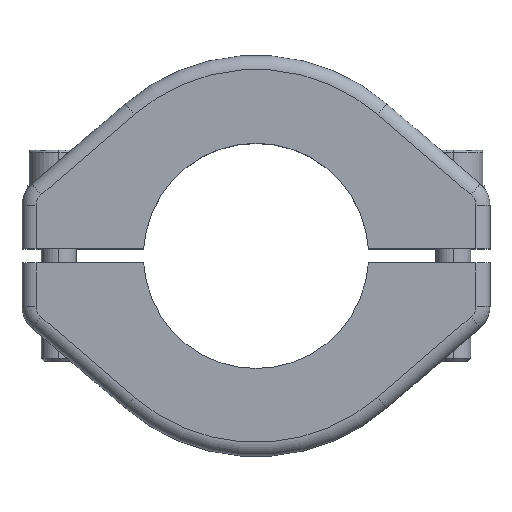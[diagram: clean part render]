
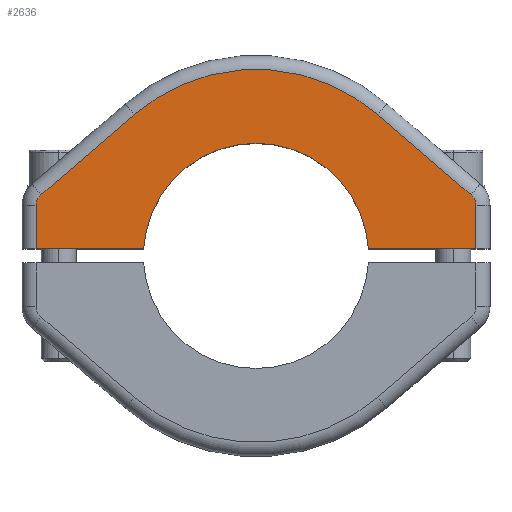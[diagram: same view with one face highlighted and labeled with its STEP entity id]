
A CAD part, top view. The second image highlights one B-rep face of the part: STEP entity #2636.
In plain terms, the highlighted planar face has unit normal (0, 0, 1).
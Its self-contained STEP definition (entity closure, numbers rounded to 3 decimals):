
#217 = ORIENTED_EDGE ( 'NONE', *, *, #1176, .T. ) ;
#218 = ORIENTED_EDGE ( 'NONE', *, *, #1232, .T. ) ;
#219 = ORIENTED_EDGE ( 'NONE', *, *, #1258, .T. ) ;
#220 = ORIENTED_EDGE ( 'NONE', *, *, #1241, .T. ) ;
#221 = ORIENTED_EDGE ( 'NONE', *, *, #1254, .T. ) ;
#222 = ORIENTED_EDGE ( 'NONE', *, *, #1228, .T. ) ;
#223 = ORIENTED_EDGE ( 'NONE', *, *, #1220, .T. ) ;
#224 = ORIENTED_EDGE ( 'NONE', *, *, #1223, .T. ) ;
#225 = ORIENTED_EDGE ( 'NONE', *, *, #1209, .T. ) ;
#226 = ORIENTED_EDGE ( 'NONE', *, *, #1240, .F. ) ;
#381 = VERTEX_POINT ( 'NONE', #628 ) ;
#386 = VERTEX_POINT ( 'NONE', #633 ) ;
#387 = VERTEX_POINT ( 'NONE', #634 ) ;
#391 = VERTEX_POINT ( 'NONE', #638 ) ;
#398 = VERTEX_POINT ( 'NONE', #645 ) ;
#401 = VERTEX_POINT ( 'NONE', #648 ) ;
#409 = VERTEX_POINT ( 'NONE', #656 ) ;
#592 = EDGE_LOOP ( 'NONE', ( #217, #218, #219, #220, #221, #222, #223, #224, #225, #226 ) ) ;
#628 = CARTESIAN_POINT ( 'NONE',  ( 31.25, 7.164, 9. ) ) ;
#633 = CARTESIAN_POINT ( 'NONE',  ( 17.275, 20.095, 9. ) ) ;
#634 = CARTESIAN_POINT ( 'NONE',  ( 30.554, 8.68, 9. ) ) ;
#638 = CARTESIAN_POINT ( 'NONE',  ( -17.275, 20.095, 9. ) ) ;
#645 = CARTESIAN_POINT ( 'NONE',  ( -31.25, 7.164, 9. ) ) ;
#648 = CARTESIAN_POINT ( 'NONE',  ( -31.25, 1., 9. ) ) ;
#656 = CARTESIAN_POINT ( 'NONE',  ( -30.554, 8.68, 9. ) ) ;
#776 = CARTESIAN_POINT ( 'NONE',  ( 33.25, 1., 9. ) ) ;
#778 = LINE ( 'NONE', #776, #1999 ) ;
#782 = DIRECTION ( 'NONE',  ( 1., 0., 0. ) ) ;
#879 = CARTESIAN_POINT ( 'NONE',  ( 33.25, 1., 9. ) ) ;
#880 = LINE ( 'NONE', #879, #1949 ) ;
#896 = DIRECTION ( 'NONE',  ( 1., 0., 0. ) ) ;
#925 = CARTESIAN_POINT ( 'NONE',  ( -31.25, 1., 9. ) ) ;
#929 = CARTESIAN_POINT ( 'NONE',  ( -29.25, 7.164, 9. ) ) ;
#930 = DIRECTION ( 'NONE',  ( 0., 0., 1. ) ) ;
#931 = DIRECTION ( 'NONE',  ( 1., 0., 0. ) ) ;
#936 = LINE ( 'NONE', #925, #1983 ) ;
#940 = DIRECTION ( 'NONE',  ( 0., -1., 0. ) ) ;
#952 = LINE ( 'NONE', #953, #2014 ) ;
#953 = CARTESIAN_POINT ( 'NONE',  ( -30.554, 8.68, 9. ) ) ;
#954 = DIRECTION ( 'NONE',  ( -0.758, -0.652, 0. ) ) ;
#960 = LINE ( 'NONE', #965, #2016 ) ;
#965 = CARTESIAN_POINT ( 'NONE',  ( 31.25, 7.164, 9. ) ) ;
#966 = DIRECTION ( 'NONE',  ( 0., 1., 0. ) ) ;
#985 = CARTESIAN_POINT ( 'NONE',  ( 17.275, 20.095, 9. ) ) ;
#986 = LINE ( 'NONE', #985, #2063 ) ;
#991 = CARTESIAN_POINT ( 'NONE',  ( 0., 0., 9. ) ) ;
#992 = DIRECTION ( 'NONE',  ( 0., 0., 1. ) ) ;
#993 = DIRECTION ( 'NONE',  ( 1., 0., 0. ) ) ;
#994 = DIRECTION ( 'NONE',  ( -0.758, 0.652, 0. ) ) ;
#1030 = CARTESIAN_POINT ( 'NONE',  ( 0., 0., 9. ) ) ;
#1031 = DIRECTION ( 'NONE',  ( 0., 0., 1. ) ) ;
#1032 = DIRECTION ( 'NONE',  ( 1., 0., 0. ) ) ;
#1044 = CARTESIAN_POINT ( 'NONE',  ( 29.25, 7.164, 9. ) ) ;
#1045 = DIRECTION ( 'NONE',  ( 0., 0., 1. ) ) ;
#1046 = DIRECTION ( 'NONE',  ( 1., 0., 0. ) ) ;
#1176 = EDGE_CURVE ( 'NONE', #2221, #2230, #778, .T. ) ;
#1209 = EDGE_CURVE ( 'NONE', #401, #2222, #880, .T. ) ;
#1220 = EDGE_CURVE ( 'NONE', #409, #398, #1989, .T. ) ;
#1223 = EDGE_CURVE ( 'NONE', #398, #401, #936, .T. ) ;
#1228 = EDGE_CURVE ( 'NONE', #391, #409, #952, .T. ) ;
#1232 = EDGE_CURVE ( 'NONE', #2230, #381, #960, .T. ) ;
#1240 = EDGE_CURVE ( 'NONE', #2221, #2222, #2037, .T. ) ;
#1241 = EDGE_CURVE ( 'NONE', #387, #386, #986, .T. ) ;
#1254 = EDGE_CURVE ( 'NONE', #386, #391, #1963, .T. ) ;
#1258 = EDGE_CURVE ( 'NONE', #381, #387, #2081, .T. ) ;
#1909 = AXIS2_PLACEMENT_3D ( 'NONE', #991, #992, #993 ) ;
#1949 = VECTOR ( 'NONE', #896, 1000. ) ;
#1954 = AXIS2_PLACEMENT_3D ( 'NONE', #1044, #1045, #1046 ) ;
#1963 = CIRCLE ( 'NONE', #2087, 26.5 ) ;
#1983 = VECTOR ( 'NONE', #940, 1000. ) ;
#1989 = CIRCLE ( 'NONE', #1998, 2. ) ;
#1998 = AXIS2_PLACEMENT_3D ( 'NONE', #929, #930, #931 ) ;
#1999 = VECTOR ( 'NONE', #782, 1000. ) ;
#2014 = VECTOR ( 'NONE', #954, 1000. ) ;
#2016 = VECTOR ( 'NONE', #966, 1000. ) ;
#2037 = CIRCLE ( 'NONE', #1909, 16. ) ;
#2063 = VECTOR ( 'NONE', #994, 1000. ) ;
#2081 = CIRCLE ( 'NONE', #1954, 2. ) ;
#2087 = AXIS2_PLACEMENT_3D ( 'NONE', #1030, #1031, #1032 ) ;
#2221 = VERTEX_POINT ( 'NONE', #3299 ) ;
#2222 = VERTEX_POINT ( 'NONE', #3300 ) ;
#2230 = VERTEX_POINT ( 'NONE', #3308 ) ;
#2636 = ADVANCED_FACE ( 'NONE', ( #3909 ), #3910, .T. ) ;
#3299 = CARTESIAN_POINT ( 'NONE',  ( 15.969, 1., 9. ) ) ;
#3300 = CARTESIAN_POINT ( 'NONE',  ( -15.969, 1., 9. ) ) ;
#3308 = CARTESIAN_POINT ( 'NONE',  ( 31.25, 1., 9. ) ) ;
#3907 = CARTESIAN_POINT ( 'NONE',  ( -29.25, 7.164, 9. ) ) ;
#3909 = FACE_OUTER_BOUND ( 'NONE', #592, .T. ) ;
#3910 = PLANE ( 'NONE',  #4230 ) ;
#3912 = DIRECTION ( 'NONE',  ( 0., 0., 1. ) ) ;
#3913 = DIRECTION ( 'NONE',  ( 1., 0., 0. ) ) ;
#4230 = AXIS2_PLACEMENT_3D ( 'NONE', #3907, #3912, #3913 ) ;
